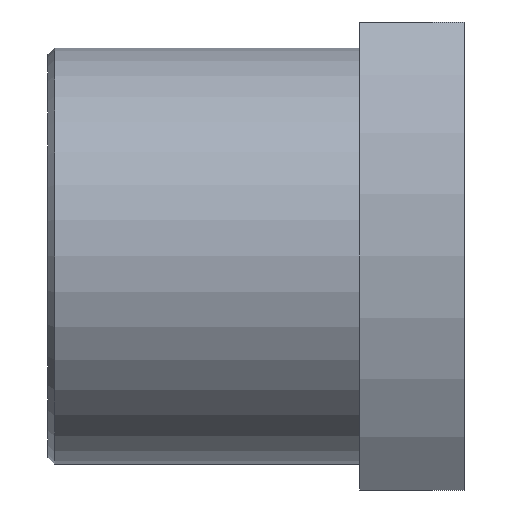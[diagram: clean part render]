
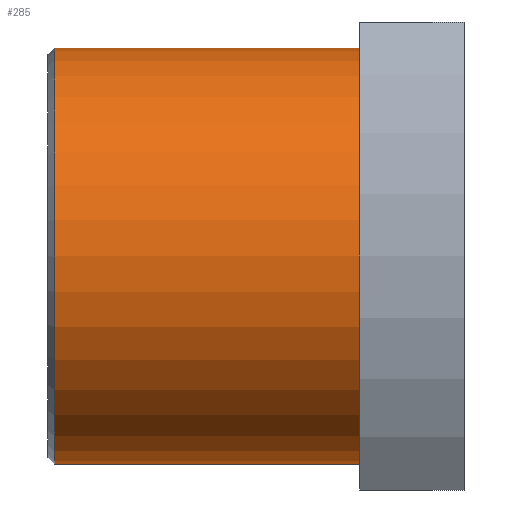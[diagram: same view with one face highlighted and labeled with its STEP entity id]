
A CAD part, front view. The second image highlights one B-rep face of the part: STEP entity #285.
In plain terms, the highlighted cylindrical face has radius 8 mm (diameter 16 mm), a partial arc.
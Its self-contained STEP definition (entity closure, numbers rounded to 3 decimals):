
#3 = CARTESIAN_POINT ( 'NONE',  ( -15.792, 0., -8. ) ) ;
#4 = VECTOR ( 'NONE', #739, 1000. ) ;
#13 = CARTESIAN_POINT ( 'NONE',  ( -105.275, 0., 8. ) ) ;
#22 = CARTESIAN_POINT ( 'NONE',  ( -105.275, 0., -8. ) ) ;
#27 = LINE ( 'NONE', #22, #313 ) ;
#57 = EDGE_LOOP ( 'NONE', ( #596, #584, #481, #657 ) ) ;
#71 = CARTESIAN_POINT ( 'NONE',  ( -4.042, 0., -8. ) ) ;
#74 = CYLINDRICAL_SURFACE ( 'NONE', #733, 8. ) ;
#117 = CIRCLE ( 'NONE', #526, 8. ) ;
#127 = EDGE_CURVE ( 'NONE', #551, #156, #117, .T. ) ;
#156 = VERTEX_POINT ( 'NONE', #740 ) ;
#193 = CIRCLE ( 'NONE', #627, 8. ) ;
#233 = DIRECTION ( 'NONE',  ( -1., 0., 0. ) ) ;
#257 = DIRECTION ( 'NONE',  ( -1., 0., 0. ) ) ;
#266 = LINE ( 'NONE', #13, #4 ) ;
#276 = EDGE_CURVE ( 'NONE', #551, #764, #27, .T. ) ;
#285 = ADVANCED_FACE ( 'NONE', ( #374 ), #74, .T. ) ;
#313 = VECTOR ( 'NONE', #233, 1000. ) ;
#374 = FACE_OUTER_BOUND ( 'NONE', #57, .T. ) ;
#385 = CARTESIAN_POINT ( 'NONE',  ( -105.275, 0., 0. ) ) ;
#481 = ORIENTED_EDGE ( 'NONE', *, *, #670, .T. ) ;
#489 = DIRECTION ( 'NONE',  ( 1., 0., 0. ) ) ;
#500 = CARTESIAN_POINT ( 'NONE',  ( -15.792, 0., 8. ) ) ;
#501 = DIRECTION ( 'NONE',  ( 0., 0., 1. ) ) ;
#526 = AXIS2_PLACEMENT_3D ( 'NONE', #556, #257, #501 ) ;
#545 = CARTESIAN_POINT ( 'NONE',  ( -15.792, 0., 0. ) ) ;
#551 = VERTEX_POINT ( 'NONE', #71 ) ;
#553 = DIRECTION ( 'NONE',  ( 0., 0., 1. ) ) ;
#556 = CARTESIAN_POINT ( 'NONE',  ( -4.042, 0., 0. ) ) ;
#584 = ORIENTED_EDGE ( 'NONE', *, *, #127, .T. ) ;
#587 = EDGE_CURVE ( 'NONE', #664, #764, #193, .T. ) ;
#596 = ORIENTED_EDGE ( 'NONE', *, *, #276, .F. ) ;
#617 = DIRECTION ( 'NONE',  ( 0., 0., -1. ) ) ;
#618 = DIRECTION ( 'NONE',  ( -1., 0., 0. ) ) ;
#627 = AXIS2_PLACEMENT_3D ( 'NONE', #545, #489, #617 ) ;
#657 = ORIENTED_EDGE ( 'NONE', *, *, #587, .T. ) ;
#664 = VERTEX_POINT ( 'NONE', #500 ) ;
#670 = EDGE_CURVE ( 'NONE', #156, #664, #266, .T. ) ;
#733 = AXIS2_PLACEMENT_3D ( 'NONE', #385, #618, #553 ) ;
#739 = DIRECTION ( 'NONE',  ( -1., 0., 0. ) ) ;
#740 = CARTESIAN_POINT ( 'NONE',  ( -4.042, 0., 8. ) ) ;
#764 = VERTEX_POINT ( 'NONE', #3 ) ;
